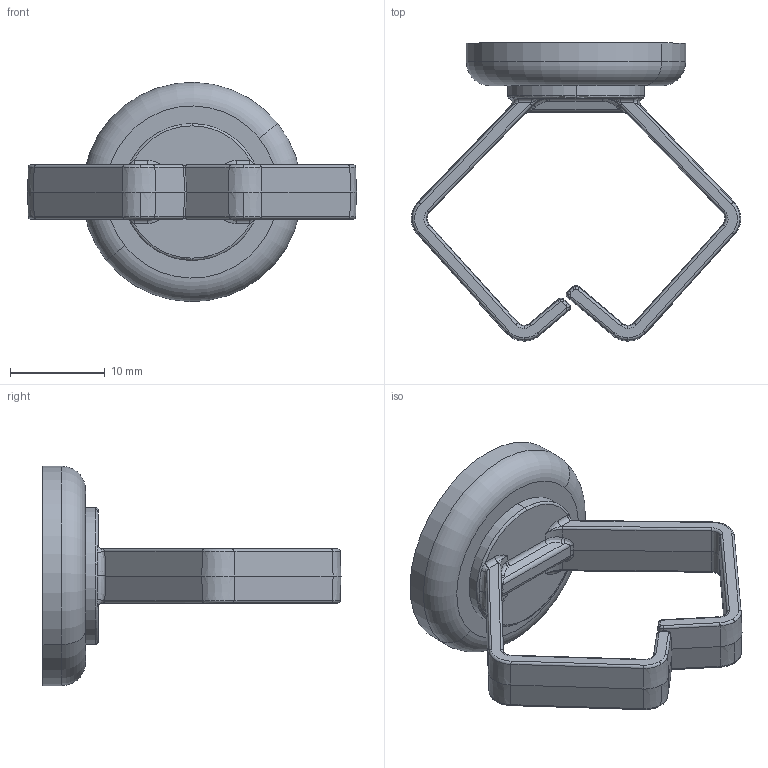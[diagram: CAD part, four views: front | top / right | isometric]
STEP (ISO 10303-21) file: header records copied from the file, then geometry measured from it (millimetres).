
FILE_DESCRIPTION (( 'STEP AP203' ), '1' );
FILE_NAME ('62421.STEP', '2022-11-16T19:53:14', ( '' ), ( '' ), 'SwSTEP 2.0', 'SolidWorks 2021', '' );
FILE_SCHEMA (( 'CONFIG_CONTROL_DESIGN' ));
Length unit declared in the file: inch
Products named in the file (5): 62421; 82004B; 82004 MAGNET; 82004B CUP; 62441_Installed
Assembly tree (4 placements, depth 3):
  62421
    62441_Installed
    82004B
      82004B CUP
      82004 MAGNET
Bounding box: 34.82 x 31.52 x 23.19 mm (x, y, z)
Volume: 2399.1 mm3; surface area: 3475.2 mm2
Topology: 3 solids, 3 shells, 355 faces, 865 edges, 512 vertices
Faces by surface type: plane 112, cylinder 100, bspline 60, torus 49, cone 24, sphere 10
Entity records: 11681 total; most frequent: CARTESIAN_POINT 3374, ORIENTED_EDGE 1722, DIRECTION 1576, EDGE_CURVE 861, AXIS2_PLACEMENT_3D 600, VERTEX_POINT 512, LINE 376, VECTOR 376
